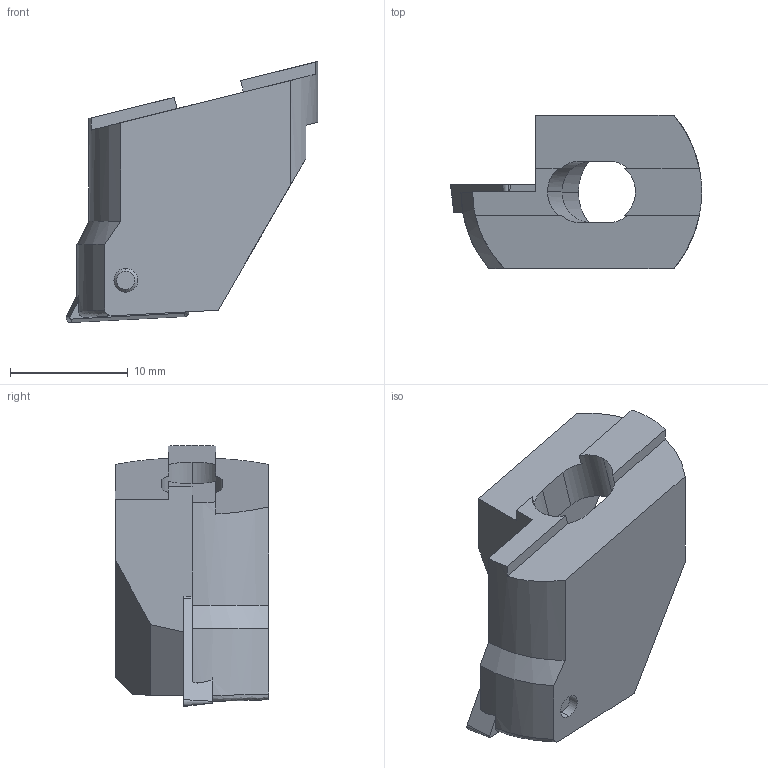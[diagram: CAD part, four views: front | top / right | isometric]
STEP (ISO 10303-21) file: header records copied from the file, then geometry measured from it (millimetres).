
FILE_DESCRIPTION(('no description'),'unknown implementation level');
FILE_NAME('290613A7-77A2-47BA-97B8-3F16683EF575_export.stp',' ',('CIMSOURCE GmbH'),('CADClick - KiM GmbH - www.kimweb.de'),'unknown preprocess','ACIS','unknown authorization');
FILE_SCHEMA(('automotive_design'));
Length unit declared in the file: millimetre
Products named in the file (3): 615.302 Kaiser E22_27 TC11|694.122 Kaiser ETL M2.5x6.5 T7 IP 10S;Kreismuster1; 615.302 Kaiser E22_27 TC11|655.383 Kaiser TCGT 110204 K10C;Kombinieren1; 615.302 Kaiser E22_27 TC11|615.302 Kaiser E22_27 TC11;Verrundung2
Bounding box: 21.3 x 13 x 22.12 mm (x, y, z)
Volume: 1961.2 mm3; surface area: 1877.7 mm2
Topology: 3 solids, 3 shells, 102 faces, 266 edges, 170 vertices
Faces by surface type: cylinder 38, plane 37, cone 20, torus 6, bspline 1
Entity records: 6663 total; most frequent: CARTESIAN_POINT 969, DIRECTION 599, STYLED_ITEM 541, PRESENTATION_STYLE_ASSIGNMENT 541, COLOUR_RGB 541, ORIENTED_EDGE 532, EDGE_CURVE 266, CURVE_STYLE 266
